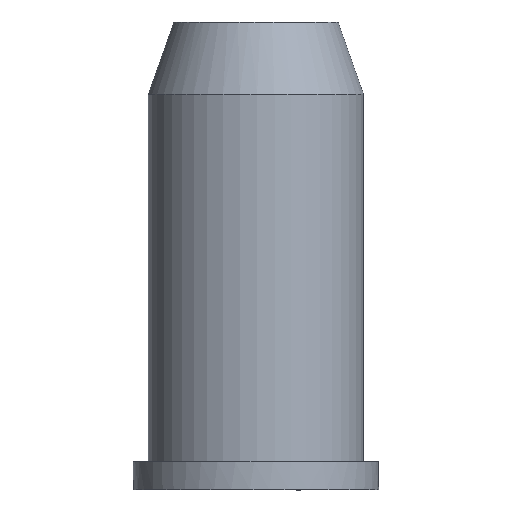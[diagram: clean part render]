
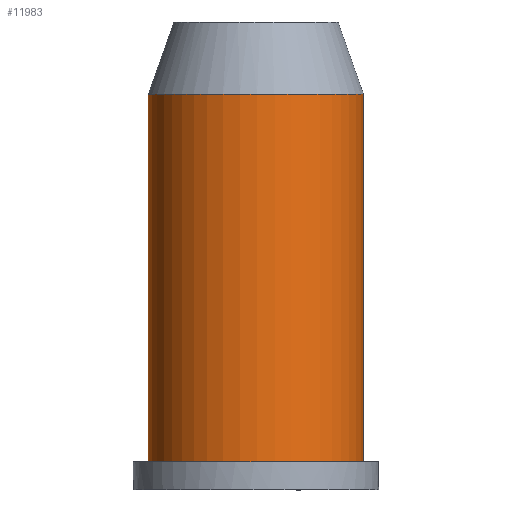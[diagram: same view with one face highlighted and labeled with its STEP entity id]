
A CAD part, front view. The second image highlights one B-rep face of the part: STEP entity #11983.
In plain terms, the highlighted free-form (B-spline) face has degree [2, 1] with [7, 2] control points.
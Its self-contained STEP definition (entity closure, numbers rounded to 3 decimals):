
#11983 = ADVANCED_FACE('',(#11984),#12024,.T.);
#11984 = FACE_BOUND('',#11985,.T.);
#11985 = EDGE_LOOP('',(#11986,#12000,#12007,#12019));
#11986 = ORIENTED_EDGE('',*,*,#11987,.F.);
#11987 = EDGE_CURVE('',#11988,#11990,#11992,.T.);
#11988 = VERTEX_POINT('',#11989);
#11989 = CARTESIAN_POINT('',(-2.11,8.043,
    30.542));
#11990 = VERTEX_POINT('',#11991);
#11991 = CARTESIAN_POINT('',(2.11,8.043,
    30.542));
#11992 = ( BOUNDED_CURVE() B_SPLINE_CURVE(2,(#11993,#11994,#11995,#11996
    ,#11997,#11998,#11999),.UNSPECIFIED.,.F.,.F.) 
B_SPLINE_CURVE_WITH_KNOTS((3,2,2,3),(1.827,3.751,
5.674,7.597),.PIECEWISE_BEZIER_KNOTS.) CURVE() 
GEOMETRIC_REPRESENTATION_ITEM() RATIONAL_B_SPLINE_CURVE((1.,
    0.572,1.,0.572,1.,0.572,1.)) 
REPRESENTATION_ITEM('') );
#11993 = CARTESIAN_POINT('',(-2.11,8.043,
    30.542));
#11994 = CARTESIAN_POINT('',(-13.639,5.018,
    30.542));
#11995 = CARTESIAN_POINT('',(-6.819,-4.757,
    30.542));
#11996 = CARTESIAN_POINT('',(0.,-14.533,
    30.542));
#11997 = CARTESIAN_POINT('',(6.819,-4.757,
    30.542));
#11998 = CARTESIAN_POINT('',(13.639,5.018,
    30.542));
#11999 = CARTESIAN_POINT('',(2.11,8.043,
    30.542));
#12000 = ORIENTED_EDGE('',*,*,#12001,.F.);
#12001 = EDGE_CURVE('',#12002,#11988,#12004,.T.);
#12002 = VERTEX_POINT('',#12003);
#12003 = CARTESIAN_POINT('',(-2.11,8.043,
    2.178));
#12004 = B_SPLINE_CURVE_WITH_KNOTS('',1,(#12005,#12006),.UNSPECIFIED.,
  .F.,.F.,(2,2),(0.,21.336),.PIECEWISE_BEZIER_KNOTS.);
#12005 = CARTESIAN_POINT('',(-2.11,8.043,
    2.178));
#12006 = CARTESIAN_POINT('',(-2.11,8.043,
    30.542));
#12007 = ORIENTED_EDGE('',*,*,#12008,.T.);
#12008 = EDGE_CURVE('',#12002,#12009,#12011,.T.);
#12009 = VERTEX_POINT('',#12010);
#12010 = CARTESIAN_POINT('',(2.11,8.043,2.178
    ));
#12011 = ( BOUNDED_CURVE() B_SPLINE_CURVE(2,(#12012,#12013,#12014,#12015
    ,#12016,#12017,#12018),.UNSPECIFIED.,.F.,.F.) 
B_SPLINE_CURVE_WITH_KNOTS((3,2,2,3),(0.257,2.18,
4.103,6.027),.PIECEWISE_BEZIER_KNOTS.) CURVE() 
GEOMETRIC_REPRESENTATION_ITEM() RATIONAL_B_SPLINE_CURVE((1.,
    0.572,1.,0.572,1.,0.572,1.)) 
REPRESENTATION_ITEM('') );
#12012 = CARTESIAN_POINT('',(-2.11,8.043,
    2.178));
#12013 = CARTESIAN_POINT('',(-13.639,5.018,
    2.178));
#12014 = CARTESIAN_POINT('',(-6.819,-4.757,
    2.178));
#12015 = CARTESIAN_POINT('',(0.,-14.533,
    2.178));
#12016 = CARTESIAN_POINT('',(6.819,-4.757,
    2.178));
#12017 = CARTESIAN_POINT('',(13.639,5.018,
    2.178));
#12018 = CARTESIAN_POINT('',(2.11,8.043,2.178
    ));
#12019 = ORIENTED_EDGE('',*,*,#12020,.T.);
#12020 = EDGE_CURVE('',#12009,#11990,#12021,.T.);
#12021 = B_SPLINE_CURVE_WITH_KNOTS('',1,(#12022,#12023),.UNSPECIFIED.,
  .F.,.F.,(2,2),(0.,21.336),.PIECEWISE_BEZIER_KNOTS.);
#12022 = CARTESIAN_POINT('',(2.11,8.043,2.178
    ));
#12023 = CARTESIAN_POINT('',(2.11,8.043,
    30.542));
#12024 = ( BOUNDED_SURFACE() B_SPLINE_SURFACE(2,1,(
    (#12025,#12026)
    ,(#12027,#12028)
    ,(#12029,#12030)
    ,(#12031,#12032)
    ,(#12033,#12034)
    ,(#12035,#12036)
    ,(#12037,#12038
)),.UNSPECIFIED.,.F.,.F.,.F.) B_SPLINE_SURFACE_WITH_KNOTS((3,2,2,3),(2,2
    ),(1.827,3.751,5.674,7.597),(0.,
21.336),.PIECEWISE_BEZIER_KNOTS.) GEOMETRIC_REPRESENTATION_ITEM() 
RATIONAL_B_SPLINE_SURFACE((
    (1.,1.)
    ,(0.572,0.572)
    ,(1.,1.)
    ,(0.572,0.572)
    ,(1.,1.)
    ,(0.572,0.572)
,(1.,1.))) REPRESENTATION_ITEM('') SURFACE() );
#12025 = CARTESIAN_POINT('',(-2.11,8.043,
    2.178));
#12026 = CARTESIAN_POINT('',(-2.11,8.043,
    30.542));
#12027 = CARTESIAN_POINT('',(-13.639,5.018,
    2.178));
#12028 = CARTESIAN_POINT('',(-13.639,5.018,
    30.542));
#12029 = CARTESIAN_POINT('',(-6.819,-4.757,
    2.178));
#12030 = CARTESIAN_POINT('',(-6.819,-4.757,
    30.542));
#12031 = CARTESIAN_POINT('',(0.,-14.533,
    2.178));
#12032 = CARTESIAN_POINT('',(0.,-14.533,
    30.542));
#12033 = CARTESIAN_POINT('',(6.819,-4.757,
    2.178));
#12034 = CARTESIAN_POINT('',(6.819,-4.757,
    30.542));
#12035 = CARTESIAN_POINT('',(13.639,5.018,
    2.178));
#12036 = CARTESIAN_POINT('',(13.639,5.018,
    30.542));
#12037 = CARTESIAN_POINT('',(2.11,8.043,2.178
    ));
#12038 = CARTESIAN_POINT('',(2.11,8.043,
    30.542));
